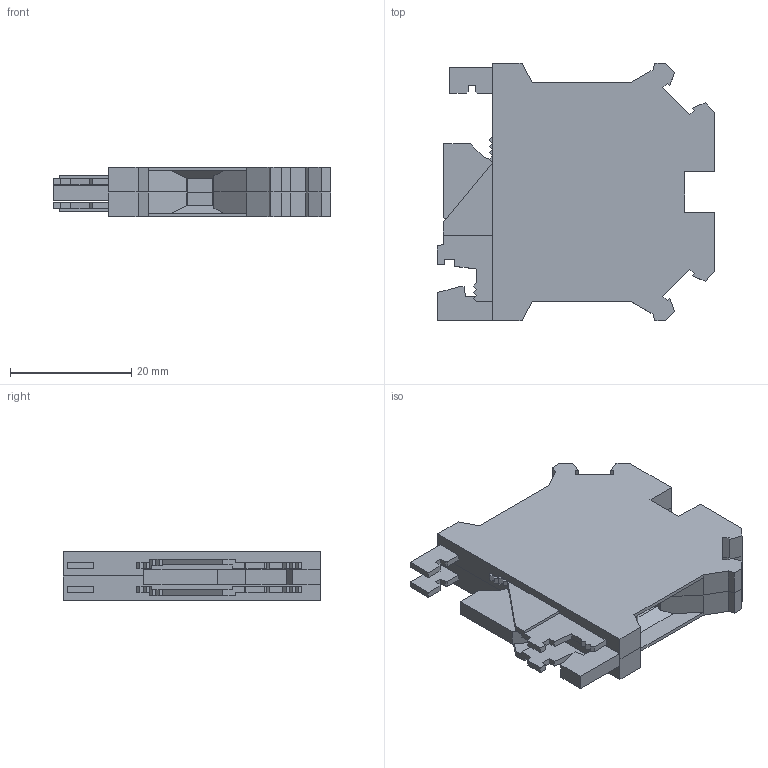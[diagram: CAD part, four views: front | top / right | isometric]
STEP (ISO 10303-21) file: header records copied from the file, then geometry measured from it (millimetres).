
FILE_DESCRIPTION((''),'2;1');
FILE_NAME('CAD-8151','2022-02-07T13:02:46',('creinig-se'),(''),'CREO PARAMETRIC BY PTC INC, 2019292','CREO PARAMETRIC BY PTC INC, 2019292','');
FILE_SCHEMA(('CONFIG_CONTROL_DESIGN','SHAPE_APPEARANCE_LAYERS_GROUPS'));
Length unit declared in the file: millimetre
Products named in the file (1): CAD-8151
Bounding box: 45.8 x 42.5 x 8.15 mm (x, y, z)
Volume: 9805.8 mm3; surface area: 5978.7 mm2
Topology: 1 solids, 1 shells, 258 faces, 667 edges, 417 vertices
Faces by surface type: plane 252, cylinder 6
Entity records: 11327 total; most frequent: CARTESIAN_POINT 1371, ORIENTED_EDGE 1334, DIRECTION 1203, PRESENTATION_STYLE_ASSIGNMENT 802, STYLED_ITEM 668, CURVE_STYLE 667, EDGE_CURVE 667, VECTOR 639
